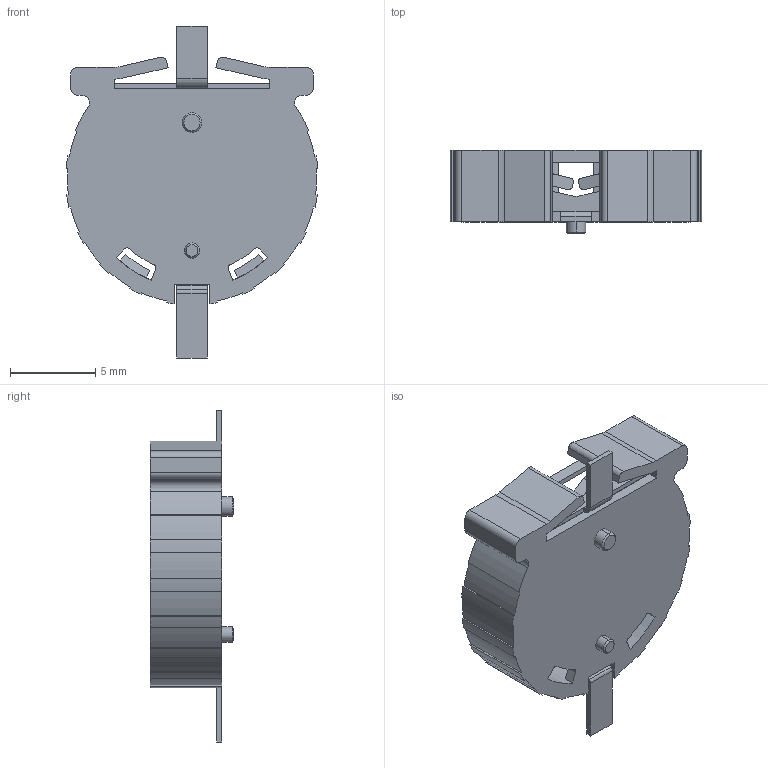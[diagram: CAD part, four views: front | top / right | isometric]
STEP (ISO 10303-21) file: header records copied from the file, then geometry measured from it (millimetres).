
FILE_DESCRIPTION (( 'STEP AP214' ), '1' );
FILE_NAME ('CH291-1220LF.STEP', '2024-01-31T02:49:43', ( '' ), ( '' ), 'SwSTEP 2.0', 'SolidWorks 2021', '' );
FILE_SCHEMA (( 'AUTOMOTIVE_DESIGN' ));
Length unit declared in the file: millimetre
Products named in the file (1): CH291-1220LF
Bounding box: 14.75 x 4.9 x 19.45 mm (x, y, z)
Volume: 252.2 mm3; surface area: 953.3 mm2
Topology: 3 solids, 3 shells, 314 faces, 834 edges, 526 vertices
Faces by surface type: plane 204, cylinder 102, cone 8
Entity records: 9704 total; most frequent: CARTESIAN_POINT 1699, ORIENTED_EDGE 1668, DIRECTION 1666, EDGE_CURVE 834, VECTOR 616, LINE 616, VERTEX_POINT 526, AXIS2_PLACEMENT_3D 525
